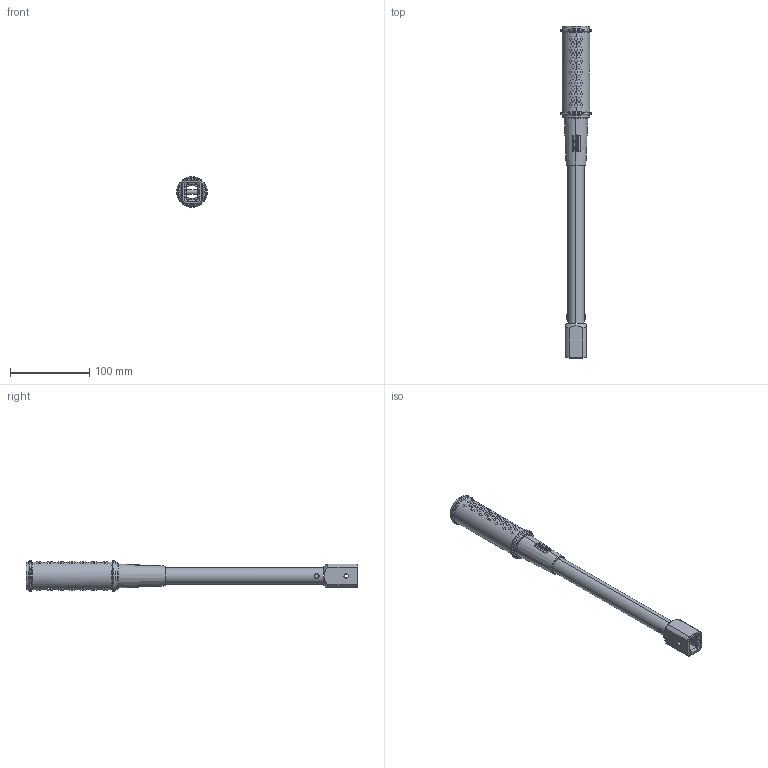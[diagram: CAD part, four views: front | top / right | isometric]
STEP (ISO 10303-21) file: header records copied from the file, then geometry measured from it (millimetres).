
FILE_DESCRIPTION (( 'STEP AP214' ), '1' );
FILE_NAME ('8439004105.STEP', '2016-12-13T08:29:24', ( '' ), ( '' ), 'SwSTEP 2.0', 'SolidWorks 2016', '' );
FILE_SCHEMA (( 'AUTOMOTIVE_DESIGN' ));
Length unit declared in the file: millimetre
Products named in the file (1): 8439004105
Bounding box: 39 x 419 x 39 mm (x, y, z)
Surface area: 54261.9 mm2 (no closed solid volume)
Topology: 0 solids, 9 shells, 518 faces, 2710 edges, 2018 vertices
Faces by surface type: bspline 362, cone 75, cylinder 39, plane 36, torus 6
Entity records: 49086 total; most frequent: CARTESIAN_POINT 28835, ORIENTED_EDGE 3640, EDGE_CURVE 2708, B_SPLINE_CURVE_WITH_KNOTS 2282, VERTEX_POINT 2018, DIRECTION 806, EDGE_LOOP 593, UNCERTAINTY_MEASURE_WITH_UNIT 520
